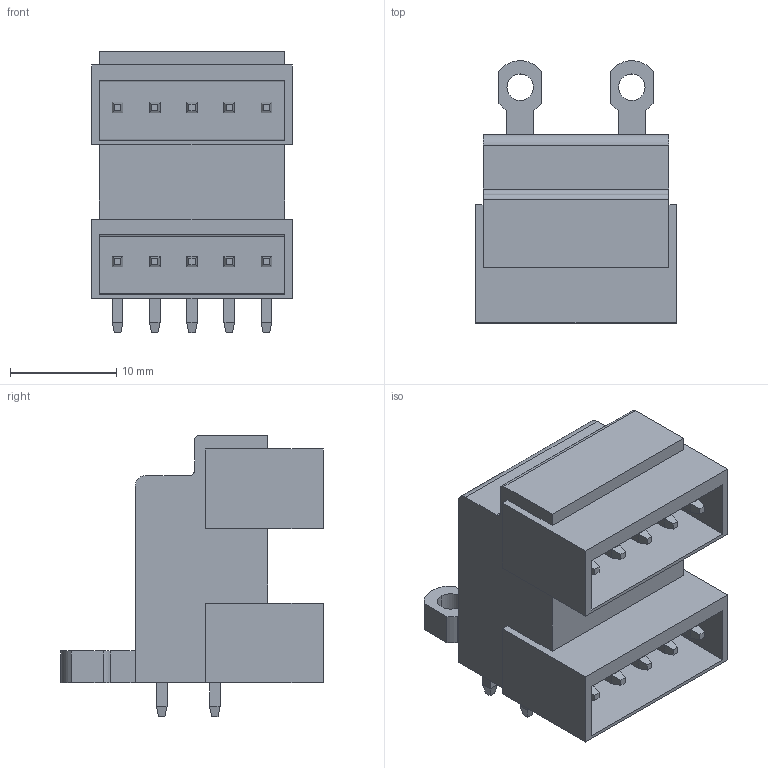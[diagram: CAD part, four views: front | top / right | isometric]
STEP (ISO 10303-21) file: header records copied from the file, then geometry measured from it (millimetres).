
FILE_DESCRIPTION(('CATIA V5 STEP Exchange','CAx-IF Rec.Pracs.--- Model Styling and Organization---1.2---2011-12-15'),'2;1');
FILE_NAME ('D1453944_0_1633610000_1633610000.stp','2018-11-10T08:50:25+00:00',('none'),('Weidmueller'),'CATIA Version 5-6 Release 2014','CATIA V5 STEP AP214','none');
FILE_SCHEMA(('AUTOMOTIVE_DESIGN { 1 0 10303 214 1 1 1 1 }'));
Length unit declared in the file: millimetre
Products named in the file (1): 1633610000
Bounding box: 18.9 x 24.7 x 26.5 mm (x, y, z)
Volume: 4970.5 mm3; surface area: 4953.6 mm2
Topology: 11 solids, 11 shells, 277 faces, 679 edges, 426 vertices
Faces by surface type: plane 262, cylinder 15
Entity records: 7125 total; most frequent: ORIENTED_EDGE 1358, CARTESIAN_POINT 1316, DIRECTION 859, EDGE_CURVE 679, VECTOR 569, LINE 569, VERTEX_POINT 426, EDGE_LOOP 303
